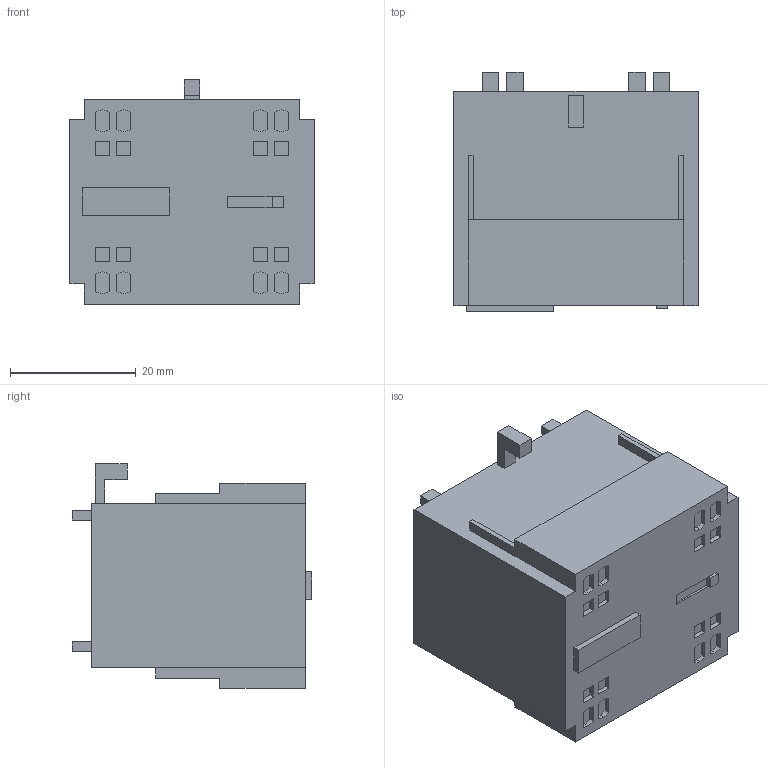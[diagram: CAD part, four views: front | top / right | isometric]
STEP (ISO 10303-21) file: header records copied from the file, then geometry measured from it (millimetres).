
FILE_DESCRIPTION(('starvars output'),'2;1');
FILE_NAME('LA1KN113_3D.stp','08:11:52 2020/04/02',( 'Thomas Industrial Network Germany GmbH'),( 'Thomas Industrial Network Germany GmbH'),'unknown preprocess','ACIS' ,'unknown authorization');
FILE_SCHEMA(('AUTOMOTIVE_DESIGN_CC2 {UNKNOWN IMPLEMENTATION LEVEL}'));
Length unit declared in the file: millimetre
Products named in the file (1): PRODUCT_ID_126
Bounding box: 38.79 x 38.05 x 35.69 mm (x, y, z)
Volume: 37556.6 mm3; surface area: 7544.1 mm2
Topology: 1 solids, 1 shells, 163 faces, 412 edges, 274 vertices
Faces by surface type: plane 131, cylinder 32
Entity records: 5919 total; most frequent: ORIENTED_EDGE 824, CARTESIAN_POINT 783, DIRECTION 678, EDGE_CURVE 412, VECTOR 340, LINE 340, VERTEX_POINT 274, EDGE_LOOP 186
